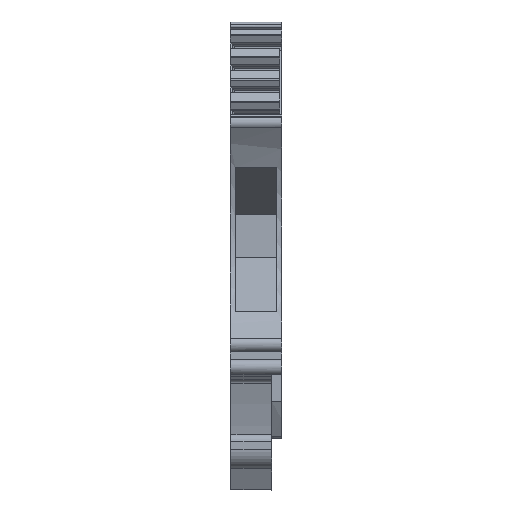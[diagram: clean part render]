
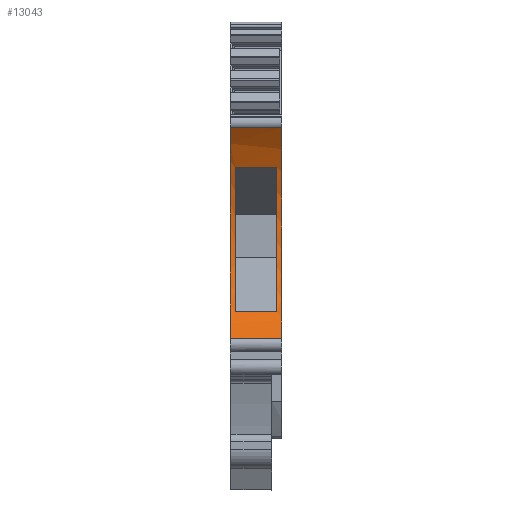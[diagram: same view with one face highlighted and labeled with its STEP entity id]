
A CAD part, front view. The second image highlights one B-rep face of the part: STEP entity #13043.
In plain terms, the highlighted cylindrical face has radius 15.05 mm (diameter 30.1 mm), a partial arc.
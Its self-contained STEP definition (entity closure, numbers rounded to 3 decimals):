
#8923=AXIS2_PLACEMENT_3D('Circle Axis2P3D',#8921,#8922,$) ;
#9403=AXIS2_PLACEMENT_3D('Circle Axis2P3D',#9401,#9402,$) ;
#13017=AXIS2_PLACEMENT_3D('Cylinder Axis2P3D',#13014,#13015,#13016) ;
#13021=AXIS2_PLACEMENT_3D('Circle Axis2P3D',#13019,#13020,$) ;
#5160=CARTESIAN_POINT('Vertex',(0.,4.261,14.969)) ;
#5164=CARTESIAN_POINT('Control Point',(0.,4.261,14.969)) ;
#5165=CARTESIAN_POINT('Control Point',(0.,5.414,15.96)) ;
#5166=CARTESIAN_POINT('Control Point',(0.,6.442,17.096)) ;
#5167=CARTESIAN_POINT('Control Point',(0.,7.32,18.358)) ;
#5168=CARTESIAN_POINT('Control Point',(0.,8.739,21.075)) ;
#5169=CARTESIAN_POINT('Control Point',(0.,9.438,24.059)) ;
#5170=CARTESIAN_POINT('Control Point',(0.,9.596,25.588)) ;
#5171=CARTESIAN_POINT('Control Point',(0.,9.523,28.652)) ;
#5172=CARTESIAN_POINT('Control Point',(0.,8.69,31.601)) ;
#5173=CARTESIAN_POINT('Control Point',(0.,8.089,33.016)) ;
#5174=CARTESIAN_POINT('Control Point',(0.,7.279,34.401)) ;
#5175=CARTESIAN_POINT('Control Point',(0.,6.302,35.659)) ;
#5176=CARTESIAN_POINT('Control Point',(0.,6.257,35.715)) ;
#5177=CARTESIAN_POINT('Control Point',(0.,6.213,35.772)) ;
#5178=CARTESIAN_POINT('Control Point',(0.,6.167,35.828)) ;
#5179=CARTESIAN_POINT('Vertex',(0.,6.167,35.828)) ;
#8885=CARTESIAN_POINT('Vertex',(4.6,6.709,17.65)) ;
#8901=CARTESIAN_POINT('Vertex',(0.5,6.709,17.65)) ;
#8904=CARTESIAN_POINT('Line Origine',(2.55,6.709,17.65)) ;
#8921=CARTESIAN_POINT('Axis2P3D Location',(4.6,-5.549,26.382)) ;
#8925=CARTESIAN_POINT('Vertex',(4.6,8.472,31.85)) ;
#9382=CARTESIAN_POINT('Line Origine',(2.55,8.472,31.85)) ;
#9386=CARTESIAN_POINT('Vertex',(0.5,8.472,31.85)) ;
#9401=CARTESIAN_POINT('Axis2P3D Location',(0.5,-5.549,26.382)) ;
#12999=CARTESIAN_POINT('Vertex',(5.1,4.261,14.969)) ;
#13002=CARTESIAN_POINT('Line Origine',(1.94,4.261,14.969)) ;
#13014=CARTESIAN_POINT('Axis2P3D Location',(1.94,-5.549,26.382)) ;
#13019=CARTESIAN_POINT('Axis2P3D Location',(5.1,-5.549,26.382)) ;
#13023=CARTESIAN_POINT('Vertex',(5.1,6.167,35.828)) ;
#13026=CARTESIAN_POINT('Line Origine',(1.94,6.167,35.828)) ;
#8905=DIRECTION('Vector Direction',(1.,0.,0.)) ;
#8922=DIRECTION('Axis2P3D Direction',(1.,0.,0.)) ;
#9383=DIRECTION('Vector Direction',(1.,0.,0.)) ;
#9402=DIRECTION('Axis2P3D Direction',(1.,0.,0.)) ;
#13003=DIRECTION('Vector Direction',(1.,0.,0.)) ;
#13015=DIRECTION('Axis2P3D Direction',(1.,0.,0.)) ;
#13016=DIRECTION('Axis2P3D XDirection',(0.,0.652,-0.758)) ;
#13020=DIRECTION('Axis2P3D Direction',(1.,0.,0.)) ;
#13027=DIRECTION('Vector Direction',(1.,0.,0.)) ;
#8906=VECTOR('Line Direction',#8905,1.) ;
#9384=VECTOR('Line Direction',#9383,1.) ;
#13004=VECTOR('Line Direction',#13003,1.) ;
#13028=VECTOR('Line Direction',#13027,1.) ;
#13032=ORIENTED_EDGE('',*,*,#13025,.F.) ;
#13033=ORIENTED_EDGE('',*,*,#13030,.T.) ;
#13034=ORIENTED_EDGE('',*,*,#5181,.T.) ;
#13035=ORIENTED_EDGE('',*,*,#13006,.F.) ;
#13038=ORIENTED_EDGE('',*,*,#9388,.T.) ;
#13039=ORIENTED_EDGE('',*,*,#8927,.F.) ;
#13040=ORIENTED_EDGE('',*,*,#8908,.F.) ;
#13041=ORIENTED_EDGE('',*,*,#9405,.T.) ;
#13042=FACE_BOUND('',#13037,.T.) ;
#13043=ADVANCED_FACE('V1',(#13036,#13042),#13018,.F.) ;
#5163=B_SPLINE_CURVE_WITH_KNOTS('',5,(#5164,#5165,#5166,#5167,#5168,#5169,#5170,#5171,#5172,#5173,#5174,#5175,#5176,#5177,#5178),.UNSPECIFIED.,.F.,.U.,(6,3,3,3,6),(0.,10.779,21.558,32.337,32.847),.UNSPECIFIED.) ;
#8924=CIRCLE('generated circle',#8923,15.05) ;
#9404=CIRCLE('generated circle',#9403,15.05) ;
#13022=CIRCLE('generated circle',#13021,15.05) ;
#13018=CYLINDRICAL_SURFACE('generated cylinder',#13017,15.05) ;
#5181=EDGE_CURVE('',#5180,#5161,#5163,.F.) ;
#8908=EDGE_CURVE('',#8902,#8886,#8907,.T.) ;
#8927=EDGE_CURVE('',#8886,#8926,#8924,.T.) ;
#9388=EDGE_CURVE('',#9387,#8926,#9385,.T.) ;
#9405=EDGE_CURVE('',#8902,#9387,#9404,.T.) ;
#13006=EDGE_CURVE('',#13000,#5161,#13005,.F.) ;
#13025=EDGE_CURVE('',#13024,#13000,#13022,.F.) ;
#13030=EDGE_CURVE('',#13024,#5180,#13029,.F.) ;
#13031=EDGE_LOOP('',(#13032,#13033,#13034,#13035)) ;
#13037=EDGE_LOOP('',(#13038,#13039,#13040,#13041)) ;
#13036=FACE_OUTER_BOUND('',#13031,.T.) ;
#8907=LINE('Line',#8904,#8906) ;
#9385=LINE('Line',#9382,#9384) ;
#13005=LINE('Line',#13002,#13004) ;
#13029=LINE('Line',#13026,#13028) ;
#5161=VERTEX_POINT('',#5160) ;
#5180=VERTEX_POINT('',#5179) ;
#8886=VERTEX_POINT('',#8885) ;
#8902=VERTEX_POINT('',#8901) ;
#8926=VERTEX_POINT('',#8925) ;
#9387=VERTEX_POINT('',#9386) ;
#13000=VERTEX_POINT('',#12999) ;
#13024=VERTEX_POINT('',#13023) ;
